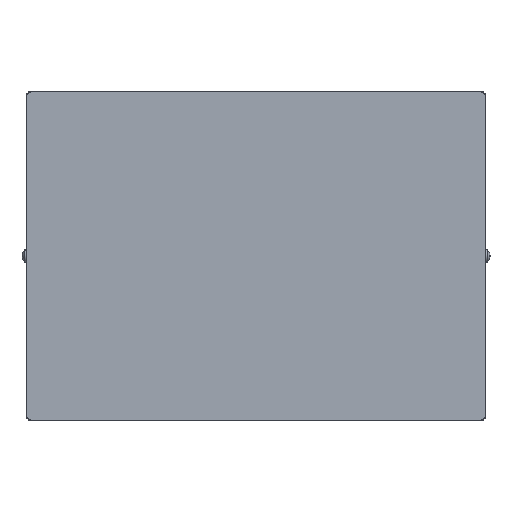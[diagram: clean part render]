
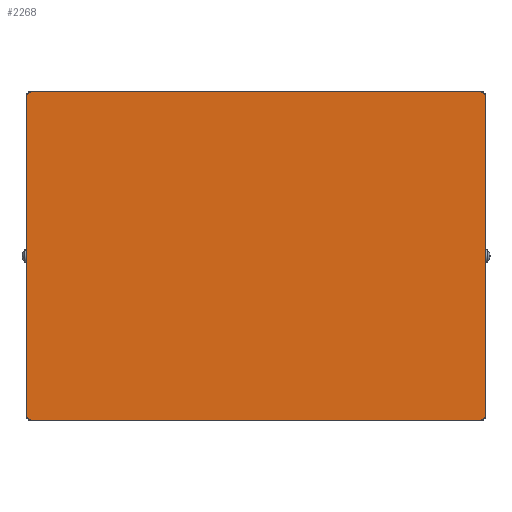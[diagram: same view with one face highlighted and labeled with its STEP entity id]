
A CAD part, top view. The second image highlights one B-rep face of the part: STEP entity #2268.
In plain terms, the highlighted planar face has unit normal (0, 0, 1).
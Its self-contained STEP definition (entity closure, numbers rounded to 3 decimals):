
#120=CARTESIAN_POINT('Vertex',(157.4,-115.,30.)) ;
#125=CARTESIAN_POINT('Line Origine',(0.,-115.,30.)) ;
#129=CARTESIAN_POINT('Vertex',(-157.4,-115.,30.)) ;
#375=CARTESIAN_POINT('Vertex',(-157.4,-114.2,30.)) ;
#385=CARTESIAN_POINT('Line Origine',(-157.4,-114.2,30.)) ;
#409=CARTESIAN_POINT('Vertex',(157.4,-114.2,30.)) ;
#412=CARTESIAN_POINT('Line Origine',(157.4,-114.2,30.)) ;
#934=CARTESIAN_POINT('Vertex',(159.2,-112.4,30.)) ;
#950=CARTESIAN_POINT('Vertex',(160.,-112.4,30.)) ;
#953=CARTESIAN_POINT('Line Origine',(159.2,-112.4,30.)) ;
#971=CARTESIAN_POINT('Line Origine',(160.,0.,30.)) ;
#975=CARTESIAN_POINT('Vertex',(160.,112.4,30.)) ;
#1124=CARTESIAN_POINT('Line Origine',(-160.,0.,30.)) ;
#1128=CARTESIAN_POINT('Vertex',(-160.,112.4,30.)) ;
#1130=CARTESIAN_POINT('Vertex',(-160.,-112.4,30.)) ;
#1196=CARTESIAN_POINT('Vertex',(-159.2,-112.4,30.)) ;
#1199=CARTESIAN_POINT('Line Origine',(-159.2,-112.4,30.)) ;
#1228=CARTESIAN_POINT('Vertex',(159.2,112.4,30.)) ;
#1231=CARTESIAN_POINT('Line Origine',(159.2,112.4,30.)) ;
#1254=CARTESIAN_POINT('Line Origine',(0.,115.,30.)) ;
#1258=CARTESIAN_POINT('Vertex',(-157.4,115.,30.)) ;
#1260=CARTESIAN_POINT('Vertex',(157.4,115.,30.)) ;
#1438=CARTESIAN_POINT('Vertex',(-159.2,112.4,30.)) ;
#1448=CARTESIAN_POINT('Line Origine',(-159.2,112.4,30.)) ;
#1472=CARTESIAN_POINT('Vertex',(-157.4,114.2,30.)) ;
#1475=CARTESIAN_POINT('Line Origine',(-157.4,114.2,30.)) ;
#1502=CARTESIAN_POINT('Vertex',(157.4,114.2,30.)) ;
#1512=CARTESIAN_POINT('Line Origine',(157.4,114.2,30.)) ;
#1866=CARTESIAN_POINT('Vertex',(158.4,-114.2,30.)) ;
#1869=CARTESIAN_POINT('Line Origine',(157.9,-114.2,30.)) ;
#1881=CARTESIAN_POINT('Line Origine',(-157.9,-114.2,30.)) ;
#1885=CARTESIAN_POINT('Vertex',(-158.4,-114.2,30.)) ;
#1909=CARTESIAN_POINT('Vertex',(-159.2,-113.4,30.)) ;
#1912=CARTESIAN_POINT('Line Origine',(-159.2,-112.9,30.)) ;
#1924=CARTESIAN_POINT('Line Origine',(-159.2,112.9,30.)) ;
#1928=CARTESIAN_POINT('Vertex',(-159.2,113.4,30.)) ;
#1952=CARTESIAN_POINT('Vertex',(-158.4,114.2,30.)) ;
#1955=CARTESIAN_POINT('Line Origine',(-157.9,114.2,30.)) ;
#1967=CARTESIAN_POINT('Line Origine',(157.9,114.2,30.)) ;
#1971=CARTESIAN_POINT('Vertex',(158.4,114.2,30.)) ;
#1995=CARTESIAN_POINT('Vertex',(159.2,113.4,30.)) ;
#1998=CARTESIAN_POINT('Line Origine',(159.2,112.9,30.)) ;
#2010=CARTESIAN_POINT('Line Origine',(159.2,-112.9,30.)) ;
#2014=CARTESIAN_POINT('Vertex',(159.2,-113.4,30.)) ;
#2074=CARTESIAN_POINT('Vertex',(158.4,113.4,30.)) ;
#2077=CARTESIAN_POINT('Line Origine',(158.8,113.4,30.)) ;
#2097=CARTESIAN_POINT('Line Origine',(158.4,113.8,30.)) ;
#2117=CARTESIAN_POINT('Line Origine',(-158.4,113.8,30.)) ;
#2121=CARTESIAN_POINT('Vertex',(-158.4,113.4,30.)) ;
#2139=CARTESIAN_POINT('Line Origine',(-158.8,113.4,30.)) ;
#2159=CARTESIAN_POINT('Line Origine',(-158.8,-113.4,30.)) ;
#2163=CARTESIAN_POINT('Vertex',(-158.4,-113.4,30.)) ;
#2181=CARTESIAN_POINT('Line Origine',(-158.4,-113.8,30.)) ;
#2200=CARTESIAN_POINT('Vertex',(158.4,-113.4,30.)) ;
#2203=CARTESIAN_POINT('Line Origine',(158.4,-113.8,30.)) ;
#2218=CARTESIAN_POINT('Line Origine',(158.8,-113.4,30.)) ;
#2233=CARTESIAN_POINT('Axis2P3D Location',(-160.,0.,30.)) ;
#127=VECTOR('Line Direction',#126,1.) ;
#387=VECTOR('Line Direction',#386,1.) ;
#414=VECTOR('Line Direction',#413,1.) ;
#955=VECTOR('Line Direction',#954,1.) ;
#973=VECTOR('Line Direction',#972,1.) ;
#1126=VECTOR('Line Direction',#1125,1.) ;
#1201=VECTOR('Line Direction',#1200,1.) ;
#1233=VECTOR('Line Direction',#1232,1.) ;
#1256=VECTOR('Line Direction',#1255,1.) ;
#1450=VECTOR('Line Direction',#1449,1.) ;
#1477=VECTOR('Line Direction',#1476,1.) ;
#1514=VECTOR('Line Direction',#1513,1.) ;
#1871=VECTOR('Line Direction',#1870,1.) ;
#1883=VECTOR('Line Direction',#1882,1.) ;
#1914=VECTOR('Line Direction',#1913,1.) ;
#1926=VECTOR('Line Direction',#1925,1.) ;
#1957=VECTOR('Line Direction',#1956,1.) ;
#1969=VECTOR('Line Direction',#1968,1.) ;
#2000=VECTOR('Line Direction',#1999,1.) ;
#2012=VECTOR('Line Direction',#2011,1.) ;
#2079=VECTOR('Line Direction',#2078,1.) ;
#2099=VECTOR('Line Direction',#2098,1.) ;
#2119=VECTOR('Line Direction',#2118,1.) ;
#2141=VECTOR('Line Direction',#2140,1.) ;
#2161=VECTOR('Line Direction',#2160,1.) ;
#2183=VECTOR('Line Direction',#2182,1.) ;
#2205=VECTOR('Line Direction',#2204,1.) ;
#2220=VECTOR('Line Direction',#2219,1.) ;
#126=DIRECTION('Vector Direction',(1.,0.,0.)) ;
#386=DIRECTION('Vector Direction',(0.,-1.,0.)) ;
#413=DIRECTION('Vector Direction',(0.,-1.,0.)) ;
#954=DIRECTION('Vector Direction',(1.,0.,0.)) ;
#972=DIRECTION('Vector Direction',(0.,-1.,0.)) ;
#1125=DIRECTION('Vector Direction',(0.,-1.,0.)) ;
#1200=DIRECTION('Vector Direction',(1.,0.,0.)) ;
#1232=DIRECTION('Vector Direction',(1.,0.,0.)) ;
#1255=DIRECTION('Vector Direction',(1.,0.,0.)) ;
#1449=DIRECTION('Vector Direction',(1.,0.,0.)) ;
#1476=DIRECTION('Vector Direction',(0.,-1.,0.)) ;
#1513=DIRECTION('Vector Direction',(0.,-1.,0.)) ;
#1870=DIRECTION('Vector Direction',(-1.,0.,0.)) ;
#1882=DIRECTION('Vector Direction',(-1.,0.,0.)) ;
#1913=DIRECTION('Vector Direction',(0.,1.,0.)) ;
#1925=DIRECTION('Vector Direction',(0.,1.,0.)) ;
#1956=DIRECTION('Vector Direction',(-1.,0.,0.)) ;
#1968=DIRECTION('Vector Direction',(-1.,0.,0.)) ;
#1999=DIRECTION('Vector Direction',(0.,1.,0.)) ;
#2011=DIRECTION('Vector Direction',(0.,1.,0.)) ;
#2078=DIRECTION('Vector Direction',(1.,0.,0.)) ;
#2098=DIRECTION('Vector Direction',(0.,1.,0.)) ;
#2118=DIRECTION('Vector Direction',(0.,1.,0.)) ;
#2140=DIRECTION('Vector Direction',(1.,0.,0.)) ;
#2160=DIRECTION('Vector Direction',(-1.,0.,0.)) ;
#2182=DIRECTION('Vector Direction',(0.,1.,0.)) ;
#2204=DIRECTION('Vector Direction',(0.,1.,0.)) ;
#2219=DIRECTION('Vector Direction',(-1.,0.,0.)) ;
#2234=DIRECTION('Axis2P3D Direction',(0.,0.,-1.)) ;
#2235=DIRECTION('Axis2P3D XDirection',(1.,0.,0.)) ;
#2236=AXIS2_PLACEMENT_3D('Plane Axis2P3D',#2233,#2234,#2235) ;
#128=LINE('Line',#125,#127) ;
#388=LINE('Line',#385,#387) ;
#415=LINE('Line',#412,#414) ;
#956=LINE('Line',#953,#955) ;
#974=LINE('Line',#971,#973) ;
#1127=LINE('Line',#1124,#1126) ;
#1202=LINE('Line',#1199,#1201) ;
#1234=LINE('Line',#1231,#1233) ;
#1257=LINE('Line',#1254,#1256) ;
#1451=LINE('Line',#1448,#1450) ;
#1478=LINE('Line',#1475,#1477) ;
#1515=LINE('Line',#1512,#1514) ;
#1872=LINE('Line',#1869,#1871) ;
#1884=LINE('Line',#1881,#1883) ;
#1915=LINE('Line',#1912,#1914) ;
#1927=LINE('Line',#1924,#1926) ;
#1958=LINE('Line',#1955,#1957) ;
#1970=LINE('Line',#1967,#1969) ;
#2001=LINE('Line',#1998,#2000) ;
#2013=LINE('Line',#2010,#2012) ;
#2080=LINE('Line',#2077,#2079) ;
#2100=LINE('Line',#2097,#2099) ;
#2120=LINE('Line',#2117,#2119) ;
#2142=LINE('Line',#2139,#2141) ;
#2162=LINE('Line',#2159,#2161) ;
#2184=LINE('Line',#2181,#2183) ;
#2206=LINE('Line',#2203,#2205) ;
#2221=LINE('Line',#2218,#2220) ;
#2237=PLANE('',#2236) ;
#131=EDGE_CURVE('',#130,#121,#128,.T.) ;
#389=EDGE_CURVE('',#130,#376,#388,.F.) ;
#416=EDGE_CURVE('',#121,#410,#415,.F.) ;
#957=EDGE_CURVE('',#951,#935,#956,.F.) ;
#977=EDGE_CURVE('',#976,#951,#974,.T.) ;
#1132=EDGE_CURVE('',#1129,#1131,#1127,.T.) ;
#1203=EDGE_CURVE('',#1131,#1197,#1202,.T.) ;
#1235=EDGE_CURVE('',#976,#1229,#1234,.F.) ;
#1262=EDGE_CURVE('',#1259,#1261,#1257,.T.) ;
#1452=EDGE_CURVE('',#1129,#1439,#1451,.T.) ;
#1479=EDGE_CURVE('',#1259,#1473,#1478,.T.) ;
#1516=EDGE_CURVE('',#1261,#1503,#1515,.T.) ;
#1873=EDGE_CURVE('',#1867,#410,#1872,.T.) ;
#1887=EDGE_CURVE('',#376,#1886,#1884,.T.) ;
#1916=EDGE_CURVE('',#1910,#1197,#1915,.T.) ;
#1930=EDGE_CURVE('',#1439,#1929,#1927,.T.) ;
#1959=EDGE_CURVE('',#1473,#1953,#1958,.T.) ;
#1973=EDGE_CURVE('',#1972,#1503,#1970,.T.) ;
#2002=EDGE_CURVE('',#1229,#1996,#2001,.T.) ;
#2016=EDGE_CURVE('',#2015,#935,#2013,.T.) ;
#2081=EDGE_CURVE('',#2075,#1996,#2080,.T.) ;
#2101=EDGE_CURVE('',#2075,#1972,#2100,.T.) ;
#2123=EDGE_CURVE('',#2122,#1953,#2120,.T.) ;
#2143=EDGE_CURVE('',#1929,#2122,#2142,.T.) ;
#2165=EDGE_CURVE('',#2164,#1910,#2162,.T.) ;
#2185=EDGE_CURVE('',#1886,#2164,#2184,.T.) ;
#2207=EDGE_CURVE('',#1867,#2201,#2206,.T.) ;
#2222=EDGE_CURVE('',#2015,#2201,#2221,.T.) ;
#2239=ORIENTED_EDGE('',*,*,#1479,.T.) ;
#2240=ORIENTED_EDGE('',*,*,#1959,.T.) ;
#2241=ORIENTED_EDGE('',*,*,#2123,.F.) ;
#2242=ORIENTED_EDGE('',*,*,#2143,.F.) ;
#2243=ORIENTED_EDGE('',*,*,#1930,.F.) ;
#2244=ORIENTED_EDGE('',*,*,#1452,.F.) ;
#2245=ORIENTED_EDGE('',*,*,#1132,.T.) ;
#2246=ORIENTED_EDGE('',*,*,#1203,.T.) ;
#2247=ORIENTED_EDGE('',*,*,#1916,.F.) ;
#2248=ORIENTED_EDGE('',*,*,#2165,.F.) ;
#2249=ORIENTED_EDGE('',*,*,#2185,.F.) ;
#2250=ORIENTED_EDGE('',*,*,#1887,.F.) ;
#2251=ORIENTED_EDGE('',*,*,#389,.F.) ;
#2252=ORIENTED_EDGE('',*,*,#131,.T.) ;
#2253=ORIENTED_EDGE('',*,*,#416,.T.) ;
#2254=ORIENTED_EDGE('',*,*,#1873,.F.) ;
#2255=ORIENTED_EDGE('',*,*,#2207,.T.) ;
#2256=ORIENTED_EDGE('',*,*,#2222,.F.) ;
#2257=ORIENTED_EDGE('',*,*,#2016,.T.) ;
#2258=ORIENTED_EDGE('',*,*,#957,.F.) ;
#2259=ORIENTED_EDGE('',*,*,#977,.F.) ;
#2260=ORIENTED_EDGE('',*,*,#1235,.T.) ;
#2261=ORIENTED_EDGE('',*,*,#2002,.T.) ;
#2262=ORIENTED_EDGE('',*,*,#2081,.F.) ;
#2263=ORIENTED_EDGE('',*,*,#2101,.T.) ;
#2264=ORIENTED_EDGE('',*,*,#1973,.T.) ;
#2265=ORIENTED_EDGE('',*,*,#1516,.F.) ;
#2266=ORIENTED_EDGE('',*,*,#1262,.F.) ;
#2238=EDGE_LOOP('',(#2239,#2240,#2241,#2242,#2243,#2244,#2245,#2246,#2247,#2248,#2249,#2250,#2251,#2252,#2253,#2254,#2255,#2256,#2257,#2258,#2259,#2260,#2261,#2262,#2263,#2264,#2265,#2266)) ;
#121=VERTEX_POINT('',#120) ;
#130=VERTEX_POINT('',#129) ;
#376=VERTEX_POINT('',#375) ;
#410=VERTEX_POINT('',#409) ;
#935=VERTEX_POINT('',#934) ;
#951=VERTEX_POINT('',#950) ;
#976=VERTEX_POINT('',#975) ;
#1129=VERTEX_POINT('',#1128) ;
#1131=VERTEX_POINT('',#1130) ;
#1197=VERTEX_POINT('',#1196) ;
#1229=VERTEX_POINT('',#1228) ;
#1259=VERTEX_POINT('',#1258) ;
#1261=VERTEX_POINT('',#1260) ;
#1439=VERTEX_POINT('',#1438) ;
#1473=VERTEX_POINT('',#1472) ;
#1503=VERTEX_POINT('',#1502) ;
#1867=VERTEX_POINT('',#1866) ;
#1886=VERTEX_POINT('',#1885) ;
#1910=VERTEX_POINT('',#1909) ;
#1929=VERTEX_POINT('',#1928) ;
#1953=VERTEX_POINT('',#1952) ;
#1972=VERTEX_POINT('',#1971) ;
#1996=VERTEX_POINT('',#1995) ;
#2015=VERTEX_POINT('',#2014) ;
#2075=VERTEX_POINT('',#2074) ;
#2122=VERTEX_POINT('',#2121) ;
#2164=VERTEX_POINT('',#2163) ;
#2201=VERTEX_POINT('',#2200) ;
#2268=ADVANCED_FACE('PartBody',(#2267),#2237,.F.) ;
#2267=FACE_OUTER_BOUND('',#2238,.T.) ;
